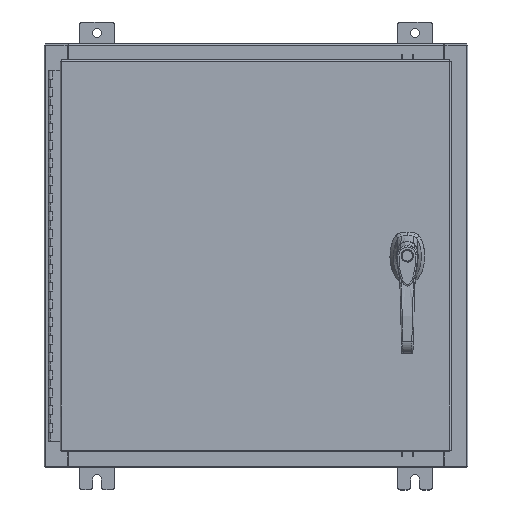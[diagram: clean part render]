
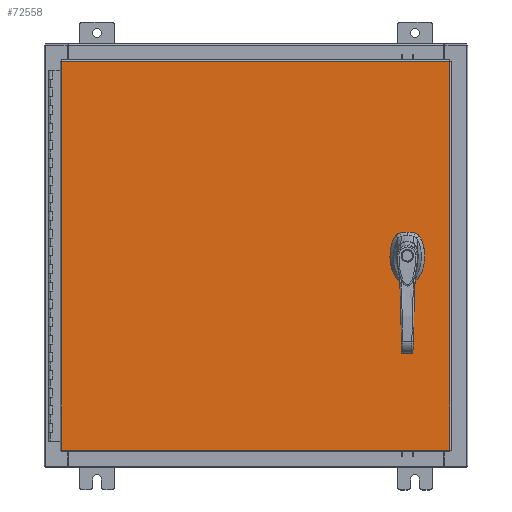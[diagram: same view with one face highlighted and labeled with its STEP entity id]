
A CAD part, top view. The second image highlights one B-rep face of the part: STEP entity #72558.
In plain terms, the highlighted planar face has unit normal (0, 0, 1).
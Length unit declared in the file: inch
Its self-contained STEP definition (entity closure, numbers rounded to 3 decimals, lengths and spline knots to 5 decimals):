
#1198 = CARTESIAN_POINT ( 'NONE',  ( 8.77823, -0.403, 0. ) ) ;
#2494 = VERTEX_POINT ( 'NONE', #90512 ) ;
#3978 = CARTESIAN_POINT ( 'NONE',  ( 8.578, 0., 0. ) ) ;
#4047 = DIRECTION ( 'NONE',  ( 0., 0., 1. ) ) ;
#4712 = FACE_BOUND ( 'NONE', #80388, .T. ) ;
#5026 = DIRECTION ( 'NONE',  ( 0., -1., 0. ) ) ;
#6474 = DIRECTION ( 'NONE',  ( -1., 0., 0. ) ) ;
#7595 = DIRECTION ( 'NONE',  ( 0., 0., 1. ) ) ;
#9610 = VECTOR ( 'NONE', #33623, 39.37008 ) ;
#12788 = DIRECTION ( 'NONE',  ( 1., 0., 0. ) ) ;
#14909 = CARTESIAN_POINT ( 'NONE',  ( 8.37777, -0.403, 0. ) ) ;
#15143 = ORIENTED_EDGE ( 'NONE', *, *, #82492, .F. ) ;
#16333 = CARTESIAN_POINT ( 'NONE',  ( -10.9903, 11.0063, 0. ) ) ;
#16638 = EDGE_CURVE ( 'NONE', #110709, #2494, #102922, .T. ) ;
#16833 = VERTEX_POINT ( 'NONE', #75583 ) ;
#17333 = CARTESIAN_POINT ( 'NONE',  ( 8.77823, 0.403, 0. ) ) ;
#17625 = VERTEX_POINT ( 'NONE', #105396 ) ;
#19612 = VECTOR ( 'NONE', #74868, 39.37008 ) ;
#21120 = LINE ( 'NONE', #50196, #88414 ) ;
#22344 = CARTESIAN_POINT ( 'NONE',  ( 8.175, 0., 0. ) ) ;
#22720 = ORIENTED_EDGE ( 'NONE', *, *, #59018, .F. ) ;
#25333 = FACE_OUTER_BOUND ( 'NONE', #91757, .T. ) ;
#28479 = VERTEX_POINT ( 'NONE', #14909 ) ;
#29397 = LINE ( 'NONE', #101118, #49947 ) ;
#29620 = PLANE ( 'NONE',  #65855 ) ;
#30301 = AXIS2_PLACEMENT_3D ( 'NONE', #3978, #65289, #12788 ) ;
#31283 = ORIENTED_EDGE ( 'NONE', *, *, #49181, .F. ) ;
#31552 = ORIENTED_EDGE ( 'NONE', *, *, #96836, .F. ) ;
#33623 = DIRECTION ( 'NONE',  ( 0., -1., 0. ) ) ;
#36586 = CARTESIAN_POINT ( 'NONE',  ( 8.578, -1.338, 0. ) ) ;
#37631 = ORIENTED_EDGE ( 'NONE', *, *, #84437, .F. ) ;
#37847 = VECTOR ( 'NONE', #67438, 39.37008 ) ;
#38449 = CARTESIAN_POINT ( 'NONE',  ( 0., 0., 0. ) ) ;
#41733 = CARTESIAN_POINT ( 'NONE',  ( 8.578, 0., 0. ) ) ;
#43143 = DIRECTION ( 'NONE',  ( -1., 0., 0. ) ) ;
#43462 = DIRECTION ( 'NONE',  ( 0., 0., 1. ) ) ;
#45404 = DIRECTION ( 'NONE',  ( 1., 0., 0. ) ) ;
#47096 = CARTESIAN_POINT ( 'NONE',  ( 8.981, 0.20023, 0. ) ) ;
#47161 = VERTEX_POINT ( 'NONE', #57339 ) ;
#47222 = DIRECTION ( 'NONE',  ( -1., 0., 0. ) ) ;
#47693 = VERTEX_POINT ( 'NONE', #89540 ) ;
#48387 = ORIENTED_EDGE ( 'NONE', *, *, #85951, .F. ) ;
#49181 = EDGE_CURVE ( 'NONE', #88268, #17625, #87332, .T. ) ;
#49478 = ORIENTED_EDGE ( 'NONE', *, *, #16638, .T. ) ;
#49947 = VECTOR ( 'NONE', #109929, 39.37008 ) ;
#50196 = CARTESIAN_POINT ( 'NONE',  ( 0., 0.403, 0. ) ) ;
#50583 = DIRECTION ( 'NONE',  ( 1., 0., 0. ) ) ;
#50802 = LINE ( 'NONE', #57537, #74075 ) ;
#52722 = CARTESIAN_POINT ( 'NONE',  ( 8.7495, -1.338, 0. ) ) ;
#54698 = CIRCLE ( 'NONE', #75784, 0.45 ) ;
#56535 = CARTESIAN_POINT ( 'NONE',  ( 8.578, 0., 0. ) ) ;
#57207 = CIRCLE ( 'NONE', #78215, 0.45 ) ;
#57339 = CARTESIAN_POINT ( 'NONE',  ( 8.175, -0.20023, 0. ) ) ;
#57537 = CARTESIAN_POINT ( 'NONE',  ( 8.981, 0., 0. ) ) ;
#58327 = ORIENTED_EDGE ( 'NONE', *, *, #79519, .F. ) ;
#58533 = VERTEX_POINT ( 'NONE', #93642 ) ;
#58591 = CARTESIAN_POINT ( 'NONE',  ( 10.9903, -11.0063, 0. ) ) ;
#59018 = EDGE_CURVE ( 'NONE', #47161, #28479, #65272, .T. ) ;
#60099 = CARTESIAN_POINT ( 'NONE',  ( 8.578, -1.338, 0. ) ) ;
#60172 = ORIENTED_EDGE ( 'NONE', *, *, #104795, .F. ) ;
#60736 = LINE ( 'NONE', #22344, #19612 ) ;
#61120 = CARTESIAN_POINT ( 'NONE',  ( 0., -0.403, 0. ) ) ;
#62227 = VERTEX_POINT ( 'NONE', #52722 ) ;
#62246 = ORIENTED_EDGE ( 'NONE', *, *, #66090, .T. ) ;
#63370 = CARTESIAN_POINT ( 'NONE',  ( 10.9903, 11.0063, 0. ) ) ;
#64508 = VECTOR ( 'NONE', #96401, 39.37008 ) ;
#64753 = EDGE_CURVE ( 'NONE', #107908, #62227, #104401, .T. ) ;
#65272 = CIRCLE ( 'NONE', #111567, 0.45 ) ;
#65289 = DIRECTION ( 'NONE',  ( 0., 0., 1. ) ) ;
#65331 = EDGE_LOOP ( 'NONE', ( #37631, #85785 ) ) ;
#65365 = DIRECTION ( 'NONE',  ( 1., 0., 0. ) ) ;
#65855 = AXIS2_PLACEMENT_3D ( 'NONE', #38449, #99738, #47222 ) ;
#66090 = EDGE_CURVE ( 'NONE', #2494, #16833, #82293, .T. ) ;
#67438 = DIRECTION ( 'NONE',  ( 0., 1., 0. ) ) ;
#68916 = DIRECTION ( 'NONE',  ( 1., 0., 0. ) ) ;
#72558 = ADVANCED_FACE ( 'NONE', ( #98045, #25333, #4712 ), #29620, .F. ) ;
#72966 = EDGE_CURVE ( 'NONE', #16833, #47693, #29397, .T. ) ;
#74075 = VECTOR ( 'NONE', #5026, 39.37008 ) ;
#74495 = ORIENTED_EDGE ( 'NONE', *, *, #72966, .T. ) ;
#74868 = DIRECTION ( 'NONE',  ( 0., -1., 0. ) ) ;
#75583 = CARTESIAN_POINT ( 'NONE',  ( -10.9903, -11.0063, 0. ) ) ;
#75784 = AXIS2_PLACEMENT_3D ( 'NONE', #56535, #4047, #65365 ) ;
#78215 = AXIS2_PLACEMENT_3D ( 'NONE', #96009, #43462, #104797 ) ;
#78756 = VERTEX_POINT ( 'NONE', #17333 ) ;
#79519 = EDGE_CURVE ( 'NONE', #93679, #78756, #54698, .T. ) ;
#80388 = EDGE_LOOP ( 'NONE', ( #113084, #31283, #48387, #22720, #31552, #15143, #60172, #58327 ) ) ;
#81956 = CARTESIAN_POINT ( 'NONE',  ( 10.9903, 11.0063, 0. ) ) ;
#82293 = LINE ( 'NONE', #16333, #9610 ) ;
#82397 = VECTOR ( 'NONE', #43143, 39.37008 ) ;
#82492 = EDGE_CURVE ( 'NONE', #102107, #58533, #57207, .T. ) ;
#84437 = EDGE_CURVE ( 'NONE', #62227, #107908, #92144, .T. ) ;
#84465 = LINE ( 'NONE', #58591, #37847 ) ;
#85400 = AXIS2_PLACEMENT_3D ( 'NONE', #60099, #7595, #68916 ) ;
#85785 = ORIENTED_EDGE ( 'NONE', *, *, #64753, .F. ) ;
#85951 = EDGE_CURVE ( 'NONE', #28479, #88268, #111177, .T. ) ;
#86322 = EDGE_CURVE ( 'NONE', #93679, #17625, #50802, .T. ) ;
#87332 = CIRCLE ( 'NONE', #30301, 0.45 ) ;
#88268 = VERTEX_POINT ( 'NONE', #1198 ) ;
#88414 = VECTOR ( 'NONE', #6474, 39.37008 ) ;
#89540 = CARTESIAN_POINT ( 'NONE',  ( 10.9903, -11.0063, 0. ) ) ;
#90512 = CARTESIAN_POINT ( 'NONE',  ( -10.9903, 11.0063, 0. ) ) ;
#91757 = EDGE_LOOP ( 'NONE', ( #74495, #97567, #49478, #62246 ) ) ;
#92144 = CIRCLE ( 'NONE', #92922, 0.1715 ) ;
#92922 = AXIS2_PLACEMENT_3D ( 'NONE', #36586, #97895, #45404 ) ;
#93642 = CARTESIAN_POINT ( 'NONE',  ( 8.175, 0.20023, 0. ) ) ;
#93679 = VERTEX_POINT ( 'NONE', #47096 ) ;
#96009 = CARTESIAN_POINT ( 'NONE',  ( 8.578, 0., 0. ) ) ;
#96401 = DIRECTION ( 'NONE',  ( 1., 0., 0. ) ) ;
#96836 = EDGE_CURVE ( 'NONE', #58533, #47161, #60736, .T. ) ;
#97567 = ORIENTED_EDGE ( 'NONE', *, *, #110131, .T. ) ;
#97895 = DIRECTION ( 'NONE',  ( 0., 0., 1. ) ) ;
#98045 = FACE_BOUND ( 'NONE', #65331, .T. ) ;
#98192 = CARTESIAN_POINT ( 'NONE',  ( 8.4065, -1.338, 0. ) ) ;
#98242 = CARTESIAN_POINT ( 'NONE',  ( 8.37777, 0.403, 0. ) ) ;
#99738 = DIRECTION ( 'NONE',  ( 0., 0., -1. ) ) ;
#101118 = CARTESIAN_POINT ( 'NONE',  ( -10.9903, -11.0063, 0. ) ) ;
#102107 = VERTEX_POINT ( 'NONE', #98242 ) ;
#102922 = LINE ( 'NONE', #63370, #82397 ) ;
#103081 = DIRECTION ( 'NONE',  ( 0., 0., 1. ) ) ;
#104401 = CIRCLE ( 'NONE', #85400, 0.1715 ) ;
#104795 = EDGE_CURVE ( 'NONE', #78756, #102107, #21120, .T. ) ;
#104797 = DIRECTION ( 'NONE',  ( 1., 0., 0. ) ) ;
#105396 = CARTESIAN_POINT ( 'NONE',  ( 8.981, -0.20023, 0. ) ) ;
#107908 = VERTEX_POINT ( 'NONE', #98192 ) ;
#109929 = DIRECTION ( 'NONE',  ( 1., 0., 0. ) ) ;
#110131 = EDGE_CURVE ( 'NONE', #47693, #110709, #84465, .T. ) ;
#110709 = VERTEX_POINT ( 'NONE', #81956 ) ;
#111177 = LINE ( 'NONE', #61120, #64508 ) ;
#111567 = AXIS2_PLACEMENT_3D ( 'NONE', #41733, #103081, #50583 ) ;
#113084 = ORIENTED_EDGE ( 'NONE', *, *, #86322, .T. ) ;
